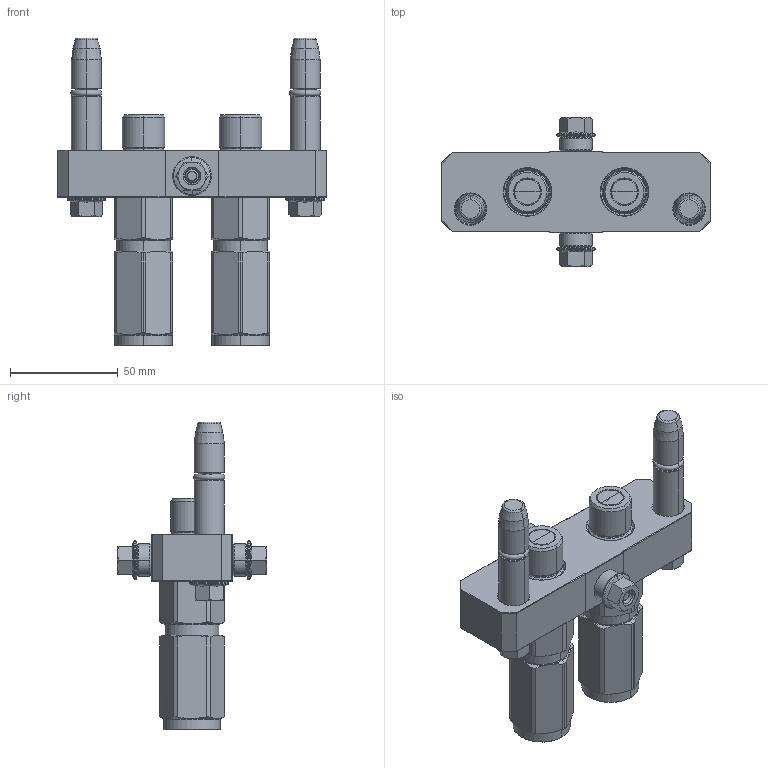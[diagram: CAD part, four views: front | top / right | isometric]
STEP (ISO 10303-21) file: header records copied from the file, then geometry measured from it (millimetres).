
FILE_DESCRIPTION (( 'STEP AP214' ), '1' );
FILE_NAME ('FASTER.step', '2021-04-08T05:56:12', ( '' ), ( '' ), 'SwSTEP 2.0', 'SolidWorks 2017', '' );
FILE_SCHEMA (( 'AUTOMOTIVE_DESIGN' ));
Length unit declared in the file: millimetre
Products named in the file (11): or2_62x9_19_m; PB06_M_BASE; 1540_080_0008_000; 3ffnp38_gas_m; 4860_024_0001_022; 4830_028_1000_002; 1540_080_0006_000; 4860_010_0001_000; 4830_021_0000_000; FASTER
Assembly tree (16 placements, depth 3):
  FASTER
    PB06_M_BASE
      4860_010_0001_000
      4830_021_0000_000  x2
      1540_080_0008_000  x2
      4860_024_0001_022
      1540_080_0006_000  x2
      4830_028_1000_002  x2
      or2_62x9_19_m  x2
    3ffnp38_gas_m  x2
      3ffnp38_gas_m
Bounding box: 125 x 69.5 x 142.8 mm (x, y, z)
Volume: 1616.4 mm3; surface area: 62753.7 mm2
Topology: 4 solids, 38 shells, 1029 faces, 2922 edges, 1930 vertices
Faces by surface type: plane 471, cylinder 236, cone 226, torus 72, bspline 24
Entity records: 26647 total; most frequent: CARTESIAN_POINT 7622, ORIENTED_EDGE 3886, DIRECTION 3667, EDGE_CURVE 2065, VERTEX_POINT 1359, VECTOR 1293, LINE 1293, AXIS2_PLACEMENT_3D 1187
